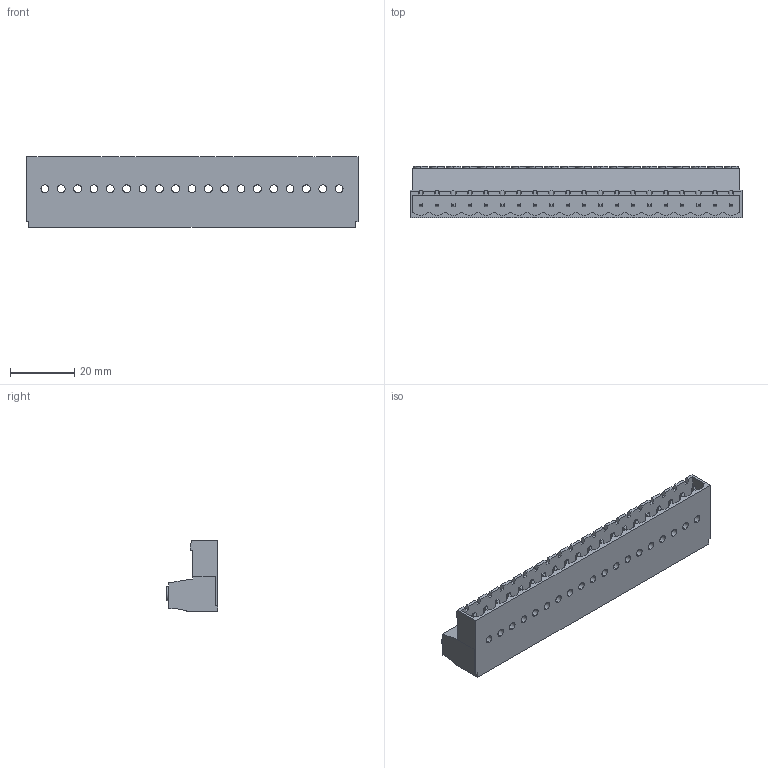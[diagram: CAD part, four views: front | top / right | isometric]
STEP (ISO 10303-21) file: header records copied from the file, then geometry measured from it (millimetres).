
FILE_DESCRIPTION (( 'STEP AP203' ), '1' );
FILE_NAME ('SOKETLI KABLO BIRLESIRICI KLEMENS - 5,08 MM KABLO BIRLESTIRICI ERKEK - 20 LI.STEP', '2018-09-12T08:40:09', ( 'user' ), ( '' ), 'SwSTEP 2.0', 'SolidWorks 2016', '' );
FILE_SCHEMA (( 'CONFIG_CONTROL_DESIGN' ));
Length unit declared in the file: millimetre
Products named in the file (1): SOKETLI KABLO BIRLESIRICI KLEMENS - 5,08 MM  KABLO BIRLESTIRICI ERKEK - 20 LI
Bounding box: 103.21 x 16.15 x 22 mm (x, y, z)
Volume: 17412.4 mm3; surface area: 14291 mm2
Topology: 1 solids, 1 shells, 746 faces, 1892 edges, 1248 vertices
Faces by surface type: plane 608, cylinder 138
Entity records: 22425 total; most frequent: CARTESIAN_POINT 3887, ORIENTED_EDGE 3784, DIRECTION 3742, EDGE_CURVE 1892, VECTOR 1536, LINE 1536, VERTEX_POINT 1248, AXIS2_PLACEMENT_3D 1103
